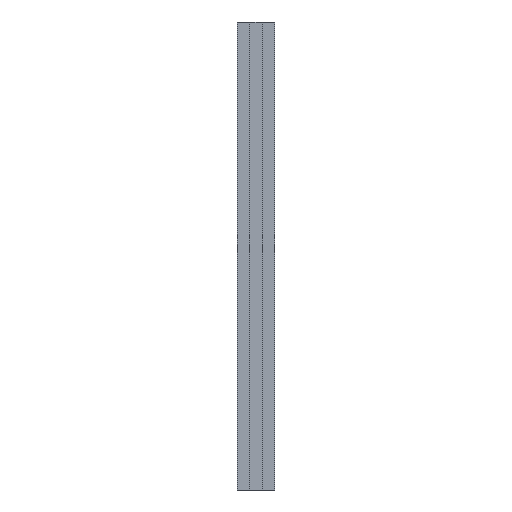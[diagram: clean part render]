
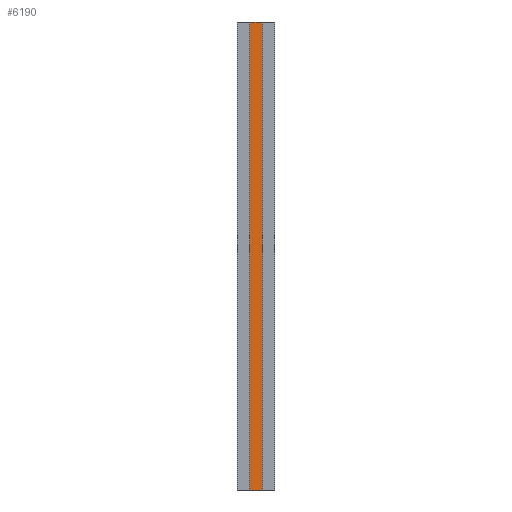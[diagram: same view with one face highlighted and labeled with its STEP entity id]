
A CAD part, front view. The second image highlights one B-rep face of the part: STEP entity #6190.
In plain terms, the highlighted planar face has unit normal (0, -1, 0).
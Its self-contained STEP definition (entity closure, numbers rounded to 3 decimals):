
#468 = CARTESIAN_POINT ( 'NONE',  ( 6.5, 0., 0. ) ) ;
#736 = CARTESIAN_POINT ( 'NONE',  ( 6.5, 0., 500. ) ) ;
#737 = AXIS2_PLACEMENT_3D ( 'NONE', #1700, #6553, #5065 ) ;
#855 = VERTEX_POINT ( 'NONE', #1961 ) ;
#1256 = VECTOR ( 'NONE', #5901, 1000. ) ;
#1289 = VERTEX_POINT ( 'NONE', #468 ) ;
#1552 = CARTESIAN_POINT ( 'NONE',  ( 6.5, 0., 0. ) ) ;
#1700 = CARTESIAN_POINT ( 'NONE',  ( 6.5, 0., 500. ) ) ;
#1910 = LINE ( 'NONE', #3524, #2894 ) ;
#1944 = DIRECTION ( 'NONE',  ( 0., 0., -1. ) ) ;
#1961 = CARTESIAN_POINT ( 'NONE',  ( -6.5, 0., 0. ) ) ;
#2154 = VECTOR ( 'NONE', #5381, 1000. ) ;
#2442 = EDGE_CURVE ( 'NONE', #4034, #6309, #6734, .T. ) ;
#2894 = VECTOR ( 'NONE', #1944, 1000. ) ;
#3524 = CARTESIAN_POINT ( 'NONE',  ( 6.5, 0., 500. ) ) ;
#3563 = EDGE_CURVE ( 'NONE', #855, #1289, #4312, .T. ) ;
#3773 = ORIENTED_EDGE ( 'NONE', *, *, #5796, .F. ) ;
#3903 = EDGE_CURVE ( 'NONE', #4034, #855, #6370, .T. ) ;
#4034 = VERTEX_POINT ( 'NONE', #4229 ) ;
#4229 = CARTESIAN_POINT ( 'NONE',  ( -6.5, 0., 500. ) ) ;
#4312 = LINE ( 'NONE', #1552, #2154 ) ;
#4431 = VECTOR ( 'NONE', #6051, 1000. ) ;
#4757 = EDGE_LOOP ( 'NONE', ( #6420, #3773, #5195, #5683 ) ) ;
#4915 = PLANE ( 'NONE',  #737 ) ;
#4950 = FACE_OUTER_BOUND ( 'NONE', #4757, .T. ) ;
#5065 = DIRECTION ( 'NONE',  ( 0., 0., 1. ) ) ;
#5195 = ORIENTED_EDGE ( 'NONE', *, *, #2442, .F. ) ;
#5381 = DIRECTION ( 'NONE',  ( 1., 0., 0. ) ) ;
#5683 = ORIENTED_EDGE ( 'NONE', *, *, #3903, .T. ) ;
#5796 = EDGE_CURVE ( 'NONE', #6309, #1289, #1910, .T. ) ;
#5901 = DIRECTION ( 'NONE',  ( 0., 0., -1. ) ) ;
#6051 = DIRECTION ( 'NONE',  ( 1., 0., 0. ) ) ;
#6190 = ADVANCED_FACE ( 'NONE', ( #4950 ), #4915, .F. ) ;
#6266 = CARTESIAN_POINT ( 'NONE',  ( 6.5, 0., 500. ) ) ;
#6309 = VERTEX_POINT ( 'NONE', #6266 ) ;
#6370 = LINE ( 'NONE', #6479, #1256 ) ;
#6420 = ORIENTED_EDGE ( 'NONE', *, *, #3563, .T. ) ;
#6479 = CARTESIAN_POINT ( 'NONE',  ( -6.5, 0., 500. ) ) ;
#6553 = DIRECTION ( 'NONE',  ( 0., 1., 0. ) ) ;
#6734 = LINE ( 'NONE', #736, #4431 ) ;
